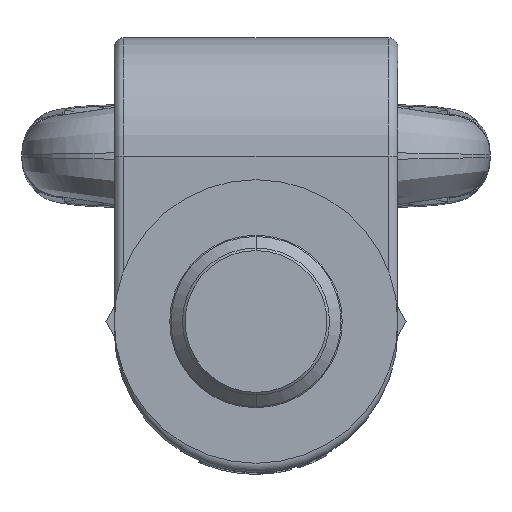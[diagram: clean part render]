
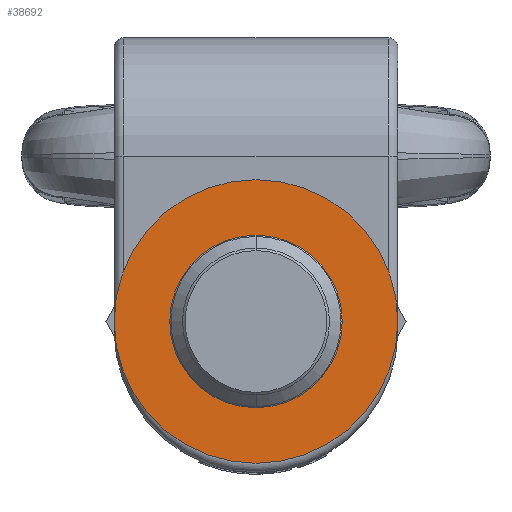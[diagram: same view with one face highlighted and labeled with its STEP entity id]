
A CAD part, front view. The second image highlights one B-rep face of the part: STEP entity #38692.
In plain terms, the highlighted planar face has unit normal (0, -1, 0).
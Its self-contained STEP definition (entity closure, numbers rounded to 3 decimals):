
#38603=CARTESIAN_POINT('',(0.,0.,0.));
#38604=DIRECTION('',(0.,1.,0.));
#38605=DIRECTION('',(1.,0.,0.));
#38606=AXIS2_PLACEMENT_3D('',#38603,#38604,#38605);
#38608=CARTESIAN_POINT('',(0.,0.,0.));
#38609=DIRECTION('',(0.,1.,0.));
#38610=DIRECTION('',(-1.,0.,0.));
#38611=AXIS2_PLACEMENT_3D('',#38608,#38609,#38610);
#38613=CARTESIAN_POINT('',(0.,0.,0.));
#38614=DIRECTION('',(0.,-1.,0.));
#38615=DIRECTION('',(1.,0.,0.));
#38616=AXIS2_PLACEMENT_3D('',#38613,#38614,#38615);
#38618=CARTESIAN_POINT('',(0.,0.,0.));
#38619=DIRECTION('',(0.,-1.,0.));
#38620=DIRECTION('',(-1.,0.,0.));
#38621=AXIS2_PLACEMENT_3D('',#38618,#38619,#38620);
#38659=CARTESIAN_POINT('',(30.,0.,0.));
#38660=CARTESIAN_POINT('',(-30.,0.,0.));
#38661=VERTEX_POINT('',#38659);
#38662=VERTEX_POINT('',#38660);
#38663=CARTESIAN_POINT('',(18.25,0.,0.));
#38664=CARTESIAN_POINT('',(-18.25,0.,0.));
#38665=VERTEX_POINT('',#38663);
#38666=VERTEX_POINT('',#38664);
#38675=CARTESIAN_POINT('',(0.,0.,0.));
#38676=DIRECTION('',(0.,1.,0.));
#38677=DIRECTION('',(1.,0.,0.));
#38678=AXIS2_PLACEMENT_3D('',#38675,#38676,#38677);
#38679=PLANE('',#38678);
#38681=ORIENTED_EDGE('',*,*,#38680,.T.);
#38683=ORIENTED_EDGE('',*,*,#38682,.T.);
#38684=EDGE_LOOP('',(#38681,#38683));
#38685=FACE_OUTER_BOUND('',#38684,.F.);
#38687=ORIENTED_EDGE('',*,*,#38686,.T.);
#38689=ORIENTED_EDGE('',*,*,#38688,.T.);
#38690=EDGE_LOOP('',(#38687,#38689));
#38691=FACE_BOUND('',#38690,.F.);
#38692=ADVANCED_FACE('',(#38685,#38691),#38679,.F.);
#38607=CIRCLE('',#38606,30.);
#38612=CIRCLE('',#38611,30.);
#38617=CIRCLE('',#38616,18.25);
#38622=CIRCLE('',#38621,18.25);
#38680=EDGE_CURVE('',#38661,#38662,#38607,.T.);
#38682=EDGE_CURVE('',#38662,#38661,#38612,.T.);
#38686=EDGE_CURVE('',#38665,#38666,#38617,.T.);
#38688=EDGE_CURVE('',#38666,#38665,#38622,.T.);
